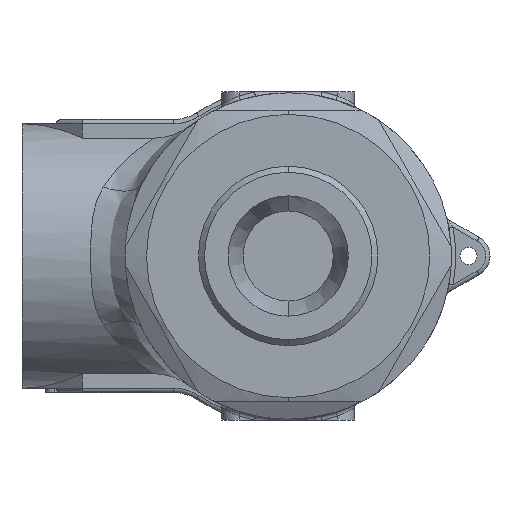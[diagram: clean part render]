
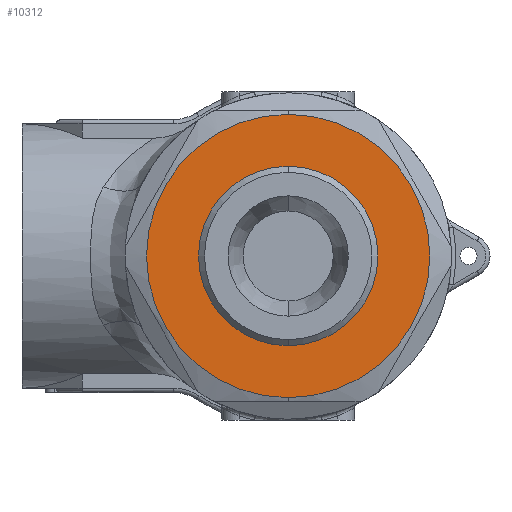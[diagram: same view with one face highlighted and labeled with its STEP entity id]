
A CAD part, front view. The second image highlights one B-rep face of the part: STEP entity #10312.
In plain terms, the highlighted planar face has unit normal (0, -1, 0).
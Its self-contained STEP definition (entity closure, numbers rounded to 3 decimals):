
#2318 = EDGE_CURVE ( 'NONE', #19250, #8733, #26767, .T. ) ;
#3592 = AXIS2_PLACEMENT_3D ( 'NONE', #26920, #8295, #30040 ) ;
#4399 = DIRECTION ( 'NONE',  ( 0., 1., 0. ) ) ;
#6680 = ORIENTED_EDGE ( 'NONE', *, *, #17428, .T. ) ;
#8295 = DIRECTION ( 'NONE',  ( 0., 1., 0. ) ) ;
#8733 = VERTEX_POINT ( 'NONE', #32220 ) ;
#10312 = ADVANCED_FACE ( 'NONE', ( #22914, #31219 ), #37951, .T. ) ;
#11570 = CARTESIAN_POINT ( 'NONE',  ( 0., 14., -10.4 ) ) ;
#13172 = DIRECTION ( 'NONE',  ( 0., -1., 0. ) ) ;
#14171 = DIRECTION ( 'NONE',  ( 0., 1., 0. ) ) ;
#14228 = CARTESIAN_POINT ( 'NONE',  ( 0., 14., 0. ) ) ;
#16360 = EDGE_LOOP ( 'NONE', ( #38070, #6680 ) ) ;
#17373 = DIRECTION ( 'NONE',  ( 0., 0., 1. ) ) ;
#17428 = EDGE_CURVE ( 'NONE', #17728, #21329, #31090, .T. ) ;
#17728 = VERTEX_POINT ( 'NONE', #11570 ) ;
#18650 = CARTESIAN_POINT ( 'NONE',  ( 0., 14., 16.5 ) ) ;
#19250 = VERTEX_POINT ( 'NONE', #18650 ) ;
#21329 = VERTEX_POINT ( 'NONE', #40329 ) ;
#22914 = FACE_BOUND ( 'NONE', #16360, .T. ) ;
#23001 = CARTESIAN_POINT ( 'NONE',  ( 0., 14., 0. ) ) ;
#25258 = EDGE_CURVE ( 'NONE', #8733, #19250, #36741, .T. ) ;
#26147 = DIRECTION ( 'NONE',  ( 0., 0., 1. ) ) ;
#26322 = ORIENTED_EDGE ( 'NONE', *, *, #25258, .F. ) ;
#26767 = CIRCLE ( 'NONE', #33256, 16.5 ) ;
#26811 = AXIS2_PLACEMENT_3D ( 'NONE', #23001, #4399, #26147 ) ;
#26920 = CARTESIAN_POINT ( 'NONE',  ( 0., 14., 0. ) ) ;
#28410 = EDGE_LOOP ( 'NONE', ( #33188, #26322 ) ) ;
#30040 = DIRECTION ( 'NONE',  ( 0., 0., 1. ) ) ;
#31090 = CIRCLE ( 'NONE', #26811, 10.4 ) ;
#31187 = AXIS2_PLACEMENT_3D ( 'NONE', #14228, #36010, #17373 ) ;
#31219 = FACE_OUTER_BOUND ( 'NONE', #28410, .T. ) ;
#31863 = CARTESIAN_POINT ( 'NONE',  ( 0., 14., 10.4 ) ) ;
#32220 = CARTESIAN_POINT ( 'NONE',  ( 0., 14., -16.5 ) ) ;
#32856 = CARTESIAN_POINT ( 'NONE',  ( 0., 14., 0. ) ) ;
#33188 = ORIENTED_EDGE ( 'NONE', *, *, #2318, .F. ) ;
#33256 = AXIS2_PLACEMENT_3D ( 'NONE', #32856, #14171, #35953 ) ;
#34968 = DIRECTION ( 'NONE',  ( 0., 0., -1. ) ) ;
#35953 = DIRECTION ( 'NONE',  ( 0., 0., 1. ) ) ;
#36010 = DIRECTION ( 'NONE',  ( 0., 1., 0. ) ) ;
#36256 = CIRCLE ( 'NONE', #31187, 10.4 ) ;
#36741 = CIRCLE ( 'NONE', #3592, 16.5 ) ;
#37951 = PLANE ( 'NONE',  #38453 ) ;
#38070 = ORIENTED_EDGE ( 'NONE', *, *, #38783, .T. ) ;
#38453 = AXIS2_PLACEMENT_3D ( 'NONE', #31863, #13172, #34968 ) ;
#38783 = EDGE_CURVE ( 'NONE', #21329, #17728, #36256, .T. ) ;
#40329 = CARTESIAN_POINT ( 'NONE',  ( 0., 14., 10.4 ) ) ;
